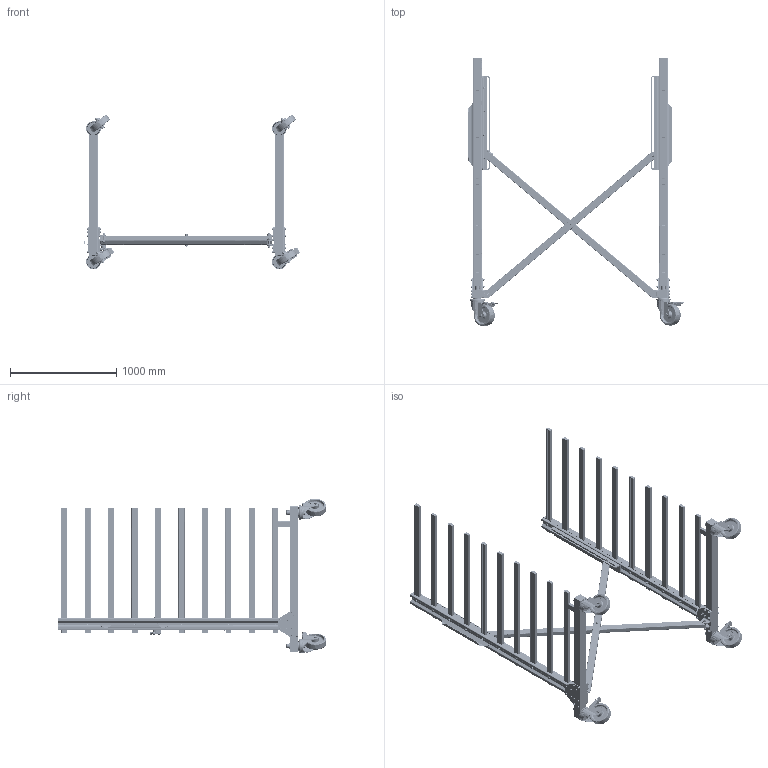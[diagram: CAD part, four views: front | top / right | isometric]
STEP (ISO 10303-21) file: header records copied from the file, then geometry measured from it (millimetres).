
FILE_DESCRIPTION(('FreeCAD Model'),'2;1');
FILE_NAME('Open CASCADE Shape Model','2025-04-25T23:55:08',('FreeCAD'),( 'FreeCAD'),'Open CASCADE STEP processor 7.6','FreeCAD','Unknown');
FILE_SCHEMA(('AUTOMOTIVE_DESIGN { 1 0 10303 214 1 1 1 1 }'));
Products named in the file (1): Open CASCADE STEP translator 7.6 1
Bounding box: 2027.53 x 2529.19 x 1455.27 mm (x, y, z)
Volume: 37995926 mm3; surface area: 21158441.1 mm2
Topology: 243 solids, 243 shells, 10188 faces, 25703 edges, 16277 vertices
Faces by surface type: bspline 10188
Entity records: 312304 total; most frequent: CARTESIAN_POINT 163395, ORIENTED_EDGE 51166, EDGE_CURVE 25583, B_SPLINE_CURVE_WITH_KNOTS 16962, VERTEX_POINT 16277, FACE_BOUND 11284, EDGE_LOOP 11284, ADVANCED_FACE 10188
